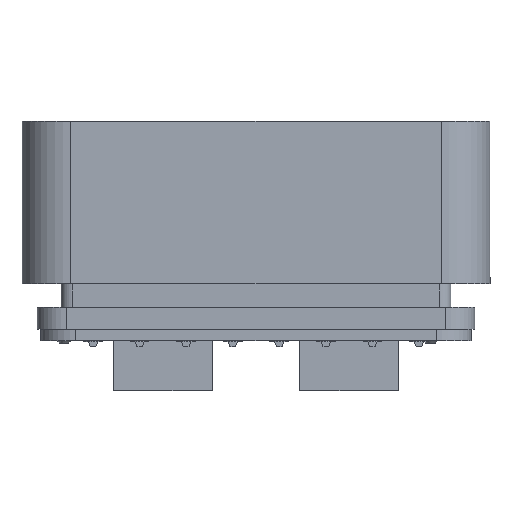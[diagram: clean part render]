
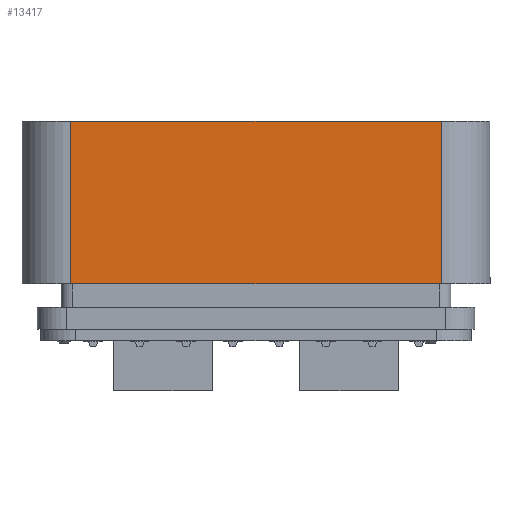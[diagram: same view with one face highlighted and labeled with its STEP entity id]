
A CAD part, front view. The second image highlights one B-rep face of the part: STEP entity #13417.
In plain terms, the highlighted planar face has unit normal (0, -1, 0).
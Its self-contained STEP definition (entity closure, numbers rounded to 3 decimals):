
#70=DIRECTION('',(1.,0.,0.));
#71=VECTOR('',#70,31.84);
#72=CARTESIAN_POINT('',(-15.92,-8.75,0.));
#73=LINE('',#72,#71);
#98=DIRECTION('',(0.,0.,-1.));
#99=VECTOR('',#98,14.);
#100=CARTESIAN_POINT('',(15.92,-8.75,14.));
#101=LINE('',#100,#99);
#102=DIRECTION('',(0.,0.,-1.));
#103=VECTOR('',#102,14.);
#104=CARTESIAN_POINT('',(-15.92,-8.75,14.));
#105=LINE('',#104,#103);
#106=DIRECTION('',(1.,0.,0.));
#107=VECTOR('',#106,31.84);
#108=CARTESIAN_POINT('',(-15.92,-8.75,14.));
#109=LINE('',#108,#107);
#10991=CARTESIAN_POINT('',(15.92,-8.75,0.));
#10993=VERTEX_POINT('',#10991);
#10994=CARTESIAN_POINT('',(15.92,-8.75,14.));
#10995=VERTEX_POINT('',#10994);
#10998=CARTESIAN_POINT('',(-15.92,-8.75,0.));
#11000=VERTEX_POINT('',#10998);
#11004=CARTESIAN_POINT('',(-15.92,-8.75,14.));
#11005=VERTEX_POINT('',#11004);
#13404=CARTESIAN_POINT('',(-18.628,-8.75,0.));
#13405=DIRECTION('',(0.,-1.,0.));
#13406=DIRECTION('',(1.,0.,0.));
#13407=AXIS2_PLACEMENT_3D('',#13404,#13405,#13406);
#13408=PLANE('',#13407);
#13409=ORIENTED_EDGE('',*,*,#13395,.T.);
#13410=ORIENTED_EDGE('',*,*,#13338,.F.);
#13412=ORIENTED_EDGE('',*,*,#13411,.F.);
#13414=ORIENTED_EDGE('',*,*,#13413,.T.);
#13415=EDGE_LOOP('',(#13409,#13410,#13412,#13414));
#13416=FACE_OUTER_BOUND('',#13415,.F.);
#13338=EDGE_CURVE('',#11000,#10993,#73,.T.);
#13395=EDGE_CURVE('',#10995,#10993,#101,.T.);
#13411=EDGE_CURVE('',#11005,#11000,#105,.T.);
#13413=EDGE_CURVE('',#11005,#10995,#109,.T.);
#13417=ADVANCED_FACE('',(#13416),#13408,.T.);
